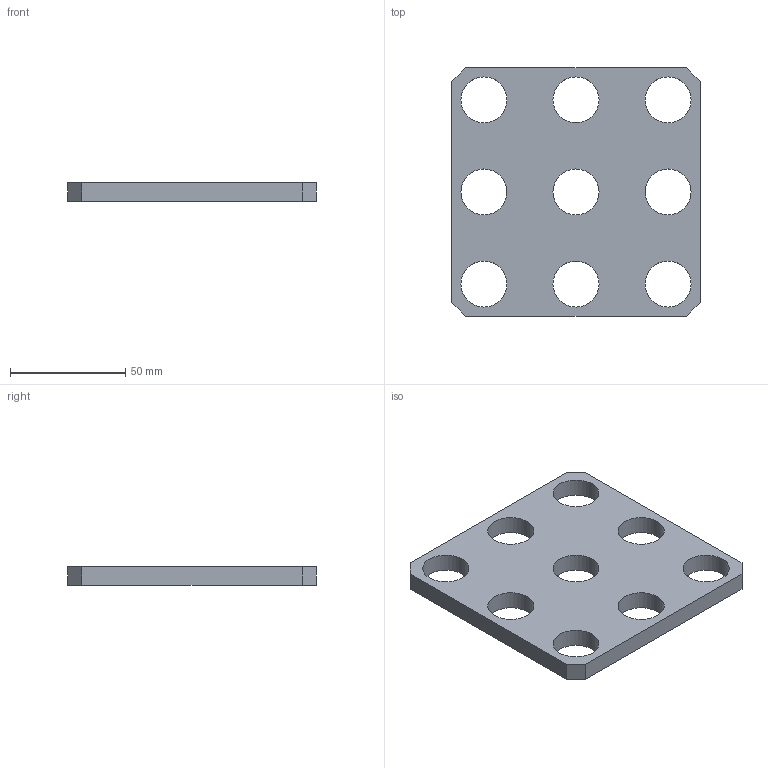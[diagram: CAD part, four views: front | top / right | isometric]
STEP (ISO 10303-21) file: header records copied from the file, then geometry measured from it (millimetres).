
FILE_DESCRIPTION((''),'2;1');
FILE_NAME('SV4008V.ipt.step','2007-09-10T15:15:14',(''),(''),'Autodesk Inventor 11','Autodesk Inventor 11','');
FILE_SCHEMA(('AUTOMOTIVE_DESIGN { 1 0 10303 214 1 1 1 1 }'));
Length unit declared in the file: millimetre
Products named in the file (1): SV4008V
Bounding box: 108 x 108 x 8 mm (x, y, z)
Volume: 70119.3 mm3; surface area: 25395.8 mm2
Topology: 1 solids, 1 shells, 19 faces, 60 edges, 43 vertices
Faces by surface type: plane 10, bspline 6, cylinder 3
Full cylindrical faces by diameter (mm): 20 x3
Entity records: 695 total; most frequent: CARTESIAN_POINT 198, DIRECTION 88, ORIENTED_EDGE 84, EDGE_LOOP 46, EDGE_CURVE 42, VERTEX_POINT 34, AXIS2_PLACEMENT_3D 32, FACE_BOUND 27
